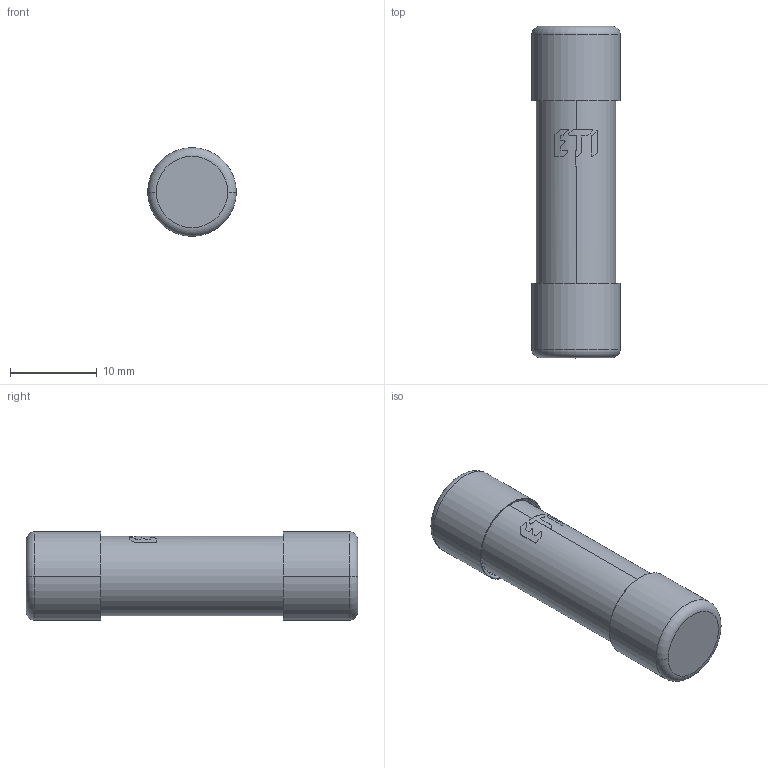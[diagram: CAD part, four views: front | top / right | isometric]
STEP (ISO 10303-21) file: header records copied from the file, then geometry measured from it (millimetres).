
FILE_DESCRIPTION((''),'2;1');
FILE_NAME('002625131_CH10X38_SU_GPV_0_5A-1_ASM','2021-12-23T10:40:04',('marketing.praksa'),('Audax d.o.o.'),'CREO PARAMETRIC BY PTC INC, 2021304','CREO PARAMETRIC BY PTC INC, 2021304','');
FILE_SCHEMA(('AP242_MANAGED_MODEL_BASED_3D_ENGINEERING_MIM_LF { 1 0 10303 442 1 1 4 }'));
Length unit declared in the file: millimetre
Products named in the file (10): 0000011142_1_1_1; 0000029065_ASM_1_ASM_1_ASM_1_ASM; 0000029067_ASM_1_ASM_1_ASM_1_ASM; PRT9552_1_1; PRT9552_1_2; PRT9552_1_3; PRT9552_1_ASM; GHGH_1; CH10X38SUGPV_1000V_ASM_1_ASM; 002625131_CH10X38_SU_GPV_0_5A-1_ASM
Assembly tree (10 placements, depth 4):
  002625131_CH10X38_SU_GPV_0_5A-1_ASM
    CH10X38SUGPV_1000V_ASM_1_ASM
      0000029065_ASM_1_ASM_1_ASM_1_ASM
        0000011142_1_1_1
      0000029067_ASM_1_ASM_1_ASM_1_ASM
        0000011142_1_1_1
      PRT9552_1_ASM
        PRT9552_1_1
        PRT9552_1_2
        PRT9552_1_3
      GHGH_1
Bounding box: 10.2 x 38.2 x 10.2 mm (x, y, z)
Volume: 2602.1 mm3; surface area: 2474.7 mm2
Topology: 6 solids, 6 shells, 153 faces, 419 edges, 284 vertices
Faces by surface type: cylinder 65, plane 64, torus 20, cone 4
Entity records: 8099 total; most frequent: CARTESIAN_POINT 1231, ORIENTED_EDGE 762, DIRECTION 748, PRESENTATION_STYLE_ASSIGNMENT 440, STYLED_ITEM 440, CURVE_STYLE 391, EDGE_CURVE 381, COLOUR_RGB 333
